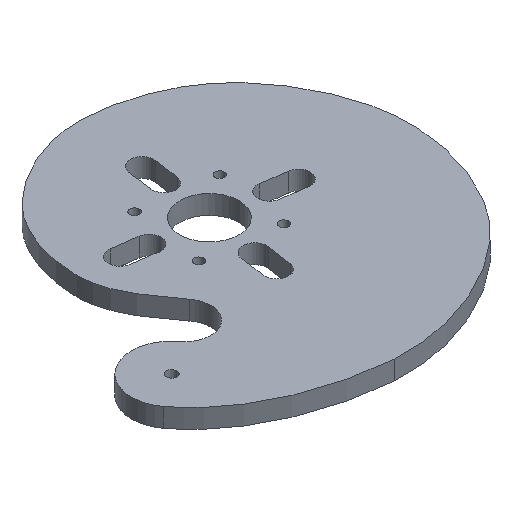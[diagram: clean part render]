
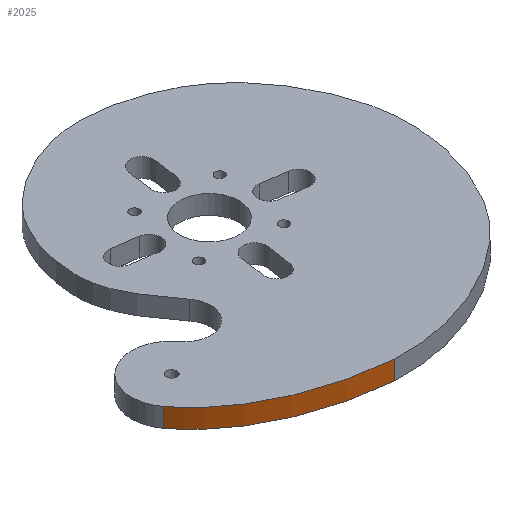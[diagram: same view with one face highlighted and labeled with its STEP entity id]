
A CAD part, isometric view. The second image highlights one B-rep face of the part: STEP entity #2025.
In plain terms, the highlighted free-form (B-spline) face has degree [3, 1] with [4, 2] control points.
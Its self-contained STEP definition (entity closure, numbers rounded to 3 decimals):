
#73 = PLANE('',#74);
#74 = AXIS2_PLACEMENT_3D('',#75,#76,#77);
#75 = CARTESIAN_POINT('',(9758.502,8992.207,-4.));
#76 = DIRECTION('',(0.,0.,1.));
#77 = DIRECTION('',(0.602,-0.798,0.));
#123 = PLANE('',#124);
#124 = AXIS2_PLACEMENT_3D('',#125,#126,#127);
#125 = CARTESIAN_POINT('',(9758.502,8992.207,4.));
#126 = DIRECTION('',(0.,0.,1.));
#127 = DIRECTION('',(0.602,-0.798,0.));
#2025 = ADVANCED_FACE('',(#2026),#2041,.T.);
#2026 = FACE_BOUND('',#2027,.T.);
#2027 = EDGE_LOOP('',(#2028,#2064,#2094,#2119));
#2028 = ORIENTED_EDGE('',*,*,#2029,.F.);
#2029 = EDGE_CURVE('',#2030,#2032,#2034,.T.);
#2030 = VERTEX_POINT('',#2031);
#2031 = CARTESIAN_POINT('',(9745.863,8901.593,-4.));
#2032 = VERTEX_POINT('',#2033);
#2033 = CARTESIAN_POINT('',(9679.959,8932.873,-4.));
#2034 = SURFACE_CURVE('',#2035,(#2040,#2056),.PCURVE_S1.);
#2035 = B_SPLINE_CURVE_WITH_KNOTS('',3,(#2036,#2037,#2038,#2039),
  .UNSPECIFIED.,.F.,.F.,(4,4),(0.846,1.),
  .PIECEWISE_BEZIER_KNOTS.);
#2036 = CARTESIAN_POINT('',(9745.863,8901.593,-4.));
#2037 = CARTESIAN_POINT('',(9722.425,8903.122,-4.));
#2038 = CARTESIAN_POINT('',(9694.675,8913.366,-4.));
#2039 = CARTESIAN_POINT('',(9679.959,8932.873,-4.));
#2040 = PCURVE('',#2041,#2050);
#2041 = B_SPLINE_SURFACE_WITH_KNOTS('',3,1,(
    (#2042,#2043)
    ,(#2044,#2045)
    ,(#2046,#2047)
    ,(#2048,#2049
    )),.UNSPECIFIED.,.F.,.F.,.F.,(4,4),(2,2),(0.846,1.),(0.,1.)
  ,.PIECEWISE_BEZIER_KNOTS.);
#2042 = CARTESIAN_POINT('',(9745.863,8901.593,4.));
#2043 = CARTESIAN_POINT('',(9745.863,8901.593,-4.));
#2044 = CARTESIAN_POINT('',(9722.425,8903.122,4.));
#2045 = CARTESIAN_POINT('',(9722.425,8903.122,-4.));
#2046 = CARTESIAN_POINT('',(9694.675,8913.366,4.));
#2047 = CARTESIAN_POINT('',(9694.675,8913.366,-4.));
#2048 = CARTESIAN_POINT('',(9679.959,8932.873,4.));
#2049 = CARTESIAN_POINT('',(9679.959,8932.873,-4.));
#2050 = DEFINITIONAL_REPRESENTATION('',(#2051),#2055);
#2051 = LINE('',#2052,#2053);
#2052 = CARTESIAN_POINT('',(0.,1.));
#2053 = VECTOR('',#2054,1.);
#2054 = DIRECTION('',(1.,0.));
#2055 = ( GEOMETRIC_REPRESENTATION_CONTEXT(2) 
PARAMETRIC_REPRESENTATION_CONTEXT() REPRESENTATION_CONTEXT('2D SPACE',''
  ) );
#2056 = PCURVE('',#73,#2057);
#2057 = DEFINITIONAL_REPRESENTATION('',(#2058),#2063);
#2058 = B_SPLINE_CURVE_WITH_KNOTS('',3,(#2059,#2060,#2061,#2062),
  .UNSPECIFIED.,.F.,.F.,(4,4),(0.846,1.),
  .PIECEWISE_BEZIER_KNOTS.);
#2059 = CARTESIAN_POINT('',(64.727,-64.66));
#2060 = CARTESIAN_POINT('',(49.392,-82.45));
#2061 = CARTESIAN_POINT('',(24.502,-98.435));
#2062 = CARTESIAN_POINT('',(0.067,-98.435));
#2063 = ( GEOMETRIC_REPRESENTATION_CONTEXT(2) 
PARAMETRIC_REPRESENTATION_CONTEXT() REPRESENTATION_CONTEXT('2D SPACE',''
  ) );
#2064 = ORIENTED_EDGE('',*,*,#2065,.F.);
#2065 = EDGE_CURVE('',#2066,#2030,#2068,.T.);
#2066 = VERTEX_POINT('',#2067);
#2067 = CARTESIAN_POINT('',(9745.863,8901.593,4.));
#2068 = SURFACE_CURVE('',#2069,(#2073,#2079),.PCURVE_S1.);
#2069 = LINE('',#2070,#2071);
#2070 = CARTESIAN_POINT('',(9745.863,8901.593,4.));
#2071 = VECTOR('',#2072,1.);
#2072 = DIRECTION('',(0.,0.,-1.));
#2073 = PCURVE('',#2041,#2074);
#2074 = DEFINITIONAL_REPRESENTATION('',(#2075),#2078);
#2075 = B_SPLINE_CURVE_WITH_KNOTS('',1,(#2076,#2077),.UNSPECIFIED.,.F.,
  .F.,(2,2),(0.,8.),.PIECEWISE_BEZIER_KNOTS.);
#2076 = CARTESIAN_POINT('',(0.846,0.));
#2077 = CARTESIAN_POINT('',(0.846,1.));
#2078 = ( GEOMETRIC_REPRESENTATION_CONTEXT(2) 
PARAMETRIC_REPRESENTATION_CONTEXT() REPRESENTATION_CONTEXT('2D SPACE',''
  ) );
#2079 = PCURVE('',#2080,#2089);
#2080 = B_SPLINE_SURFACE_WITH_KNOTS('',3,1,(
    (#2081,#2082)
    ,(#2083,#2084)
    ,(#2085,#2086)
    ,(#2087,#2088
    )),.UNSPECIFIED.,.F.,.F.,.F.,(4,4),(2,2),(0.769,
    0.846),(0.,1.),.PIECEWISE_BEZIER_KNOTS.);
#2081 = CARTESIAN_POINT('',(9809.401,8924.733,4.));
#2082 = CARTESIAN_POINT('',(9809.401,8924.733,-4.));
#2083 = CARTESIAN_POINT('',(9793.25,8910.312,4.));
#2084 = CARTESIAN_POINT('',(9793.25,8910.312,-4.));
#2085 = CARTESIAN_POINT('',(9769.301,8900.064,4.));
#2086 = CARTESIAN_POINT('',(9769.301,8900.064,-4.));
#2087 = CARTESIAN_POINT('',(9745.863,8901.593,4.));
#2088 = CARTESIAN_POINT('',(9745.863,8901.593,-4.));
#2089 = DEFINITIONAL_REPRESENTATION('',(#2090),#2093);
#2090 = B_SPLINE_CURVE_WITH_KNOTS('',1,(#2091,#2092),.UNSPECIFIED.,.F.,
  .F.,(2,2),(0.,8.),.PIECEWISE_BEZIER_KNOTS.);
#2091 = CARTESIAN_POINT('',(0.846,0.));
#2092 = CARTESIAN_POINT('',(0.846,1.));
#2093 = ( GEOMETRIC_REPRESENTATION_CONTEXT(2) 
PARAMETRIC_REPRESENTATION_CONTEXT() REPRESENTATION_CONTEXT('2D SPACE',''
  ) );
#2094 = ORIENTED_EDGE('',*,*,#2095,.T.);
#2095 = EDGE_CURVE('',#2066,#2096,#2098,.T.);
#2096 = VERTEX_POINT('',#2097);
#2097 = CARTESIAN_POINT('',(9679.959,8932.873,4.));
#2098 = SURFACE_CURVE('',#2099,(#2104,#2111),.PCURVE_S1.);
#2099 = B_SPLINE_CURVE_WITH_KNOTS('',3,(#2100,#2101,#2102,#2103),
  .UNSPECIFIED.,.F.,.F.,(4,4),(0.846,1.),
  .PIECEWISE_BEZIER_KNOTS.);
#2100 = CARTESIAN_POINT('',(9745.863,8901.593,4.));
#2101 = CARTESIAN_POINT('',(9722.425,8903.122,4.));
#2102 = CARTESIAN_POINT('',(9694.675,8913.366,4.));
#2103 = CARTESIAN_POINT('',(9679.959,8932.873,4.));
#2104 = PCURVE('',#2041,#2105);
#2105 = DEFINITIONAL_REPRESENTATION('',(#2106),#2110);
#2106 = LINE('',#2107,#2108);
#2107 = CARTESIAN_POINT('',(0.,0.));
#2108 = VECTOR('',#2109,1.);
#2109 = DIRECTION('',(1.,0.));
#2110 = ( GEOMETRIC_REPRESENTATION_CONTEXT(2) 
PARAMETRIC_REPRESENTATION_CONTEXT() REPRESENTATION_CONTEXT('2D SPACE',''
  ) );
#2111 = PCURVE('',#123,#2112);
#2112 = DEFINITIONAL_REPRESENTATION('',(#2113),#2118);
#2113 = B_SPLINE_CURVE_WITH_KNOTS('',3,(#2114,#2115,#2116,#2117),
  .UNSPECIFIED.,.F.,.F.,(4,4),(0.846,1.),
  .PIECEWISE_BEZIER_KNOTS.);
#2114 = CARTESIAN_POINT('',(64.727,-64.66));
#2115 = CARTESIAN_POINT('',(49.392,-82.45));
#2116 = CARTESIAN_POINT('',(24.502,-98.435));
#2117 = CARTESIAN_POINT('',(0.067,-98.435));
#2118 = ( GEOMETRIC_REPRESENTATION_CONTEXT(2) 
PARAMETRIC_REPRESENTATION_CONTEXT() REPRESENTATION_CONTEXT('2D SPACE',''
  ) );
#2119 = ORIENTED_EDGE('',*,*,#2120,.T.);
#2120 = EDGE_CURVE('',#2096,#2032,#2121,.T.);
#2121 = SURFACE_CURVE('',#2122,(#2126,#2132),.PCURVE_S1.);
#2122 = LINE('',#2123,#2124);
#2123 = CARTESIAN_POINT('',(9679.959,8932.873,4.));
#2124 = VECTOR('',#2125,1.);
#2125 = DIRECTION('',(0.,0.,-1.));
#2126 = PCURVE('',#2041,#2127);
#2127 = DEFINITIONAL_REPRESENTATION('',(#2128),#2131);
#2128 = B_SPLINE_CURVE_WITH_KNOTS('',1,(#2129,#2130),.UNSPECIFIED.,.F.,
  .F.,(2,2),(0.,8.),.PIECEWISE_BEZIER_KNOTS.);
#2129 = CARTESIAN_POINT('',(1.,0.));
#2130 = CARTESIAN_POINT('',(1.,1.));
#2131 = ( GEOMETRIC_REPRESENTATION_CONTEXT(2) 
PARAMETRIC_REPRESENTATION_CONTEXT() REPRESENTATION_CONTEXT('2D SPACE',''
  ) );
#2132 = PCURVE('',#2133,#2142);
#2133 = B_SPLINE_SURFACE_WITH_KNOTS('',3,1,(
    (#2134,#2135)
    ,(#2136,#2137)
    ,(#2138,#2139)
    ,(#2140,#2141
    )),.UNSPECIFIED.,.F.,.F.,.F.,(4,4),(2,2),(0.,0.077),(0.,
    1.),.PIECEWISE_BEZIER_KNOTS.);
#2134 = CARTESIAN_POINT('',(9679.959,8932.873,4.));
#2135 = CARTESIAN_POINT('',(9679.959,8932.873,-4.));
#2136 = CARTESIAN_POINT('',(9674.316,8940.354,4.));
#2137 = CARTESIAN_POINT('',(9674.316,8940.354,-4.));
#2138 = CARTESIAN_POINT('',(9675.806,8950.993,4.));
#2139 = CARTESIAN_POINT('',(9675.806,8950.993,-4.));
#2140 = CARTESIAN_POINT('',(9683.287,8956.637,4.));
#2141 = CARTESIAN_POINT('',(9683.287,8956.637,-4.));
#2142 = DEFINITIONAL_REPRESENTATION('',(#2143),#2146);
#2143 = B_SPLINE_CURVE_WITH_KNOTS('',1,(#2144,#2145),.UNSPECIFIED.,.F.,
  .F.,(2,2),(0.,8.),.PIECEWISE_BEZIER_KNOTS.);
#2144 = CARTESIAN_POINT('',(0.,0.));
#2145 = CARTESIAN_POINT('',(0.,1.));
#2146 = ( GEOMETRIC_REPRESENTATION_CONTEXT(2) 
PARAMETRIC_REPRESENTATION_CONTEXT() REPRESENTATION_CONTEXT('2D SPACE',''
  ) );
